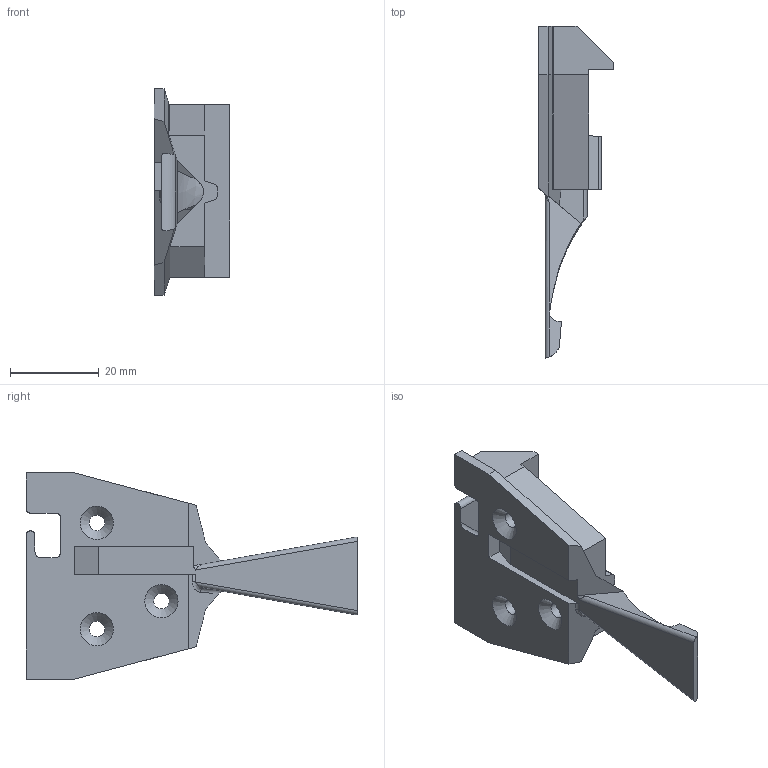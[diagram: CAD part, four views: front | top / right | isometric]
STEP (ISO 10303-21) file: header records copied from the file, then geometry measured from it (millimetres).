
FILE_DESCRIPTION(/* description */ (''),/* implementation_level */ '2;1');
FILE_NAME(/* name */ 'Spindle Carriage Mount Clip.step',/* time_stamp */ '2022-01-02T16:45:38-06:00',/* author */ (''),/* organization */ (''),/* preprocessor_version */ 'ST-DEVELOPER v18.1',/* originating_system */ 'Autodesk Translation Framework v10.10.0.1391',/* authorisation */ '');
FILE_SCHEMA (('AUTOMOTIVE_DESIGN { 1 0 10303 214 3 1 1 }'));
Length unit declared in the file: millimetre
Products named in the file (1): Spindle Carriage Mount Clip
Bounding box: 16.95 x 74.85 x 46.55 mm (x, y, z)
Volume: 15626.3 mm3; surface area: 6911.1 mm2
Topology: 1 solids, 1 shells, 74 faces, 203 edges, 131 vertices
Faces by surface type: plane 51, cylinder 17, cone 3, bspline 3
Full cylindrical faces by diameter (mm): 3.5 x3
Entity records: 2540 total; most frequent: CARTESIAN_POINT 612, ORIENTED_EDGE 406, DIRECTION 371, EDGE_CURVE 203, LINE 153, VECTOR 153, VERTEX_POINT 131, AXIS2_PLACEMENT_3D 109
